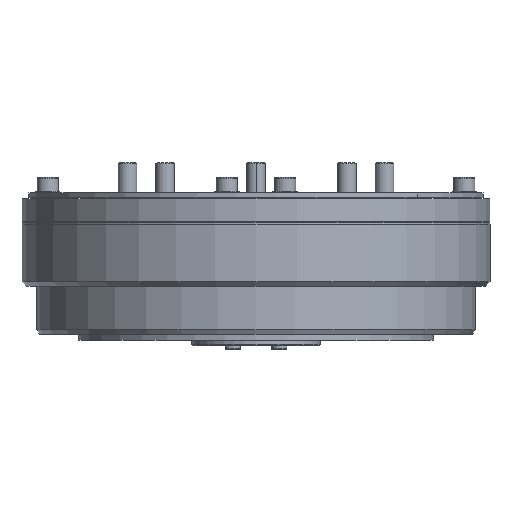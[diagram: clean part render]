
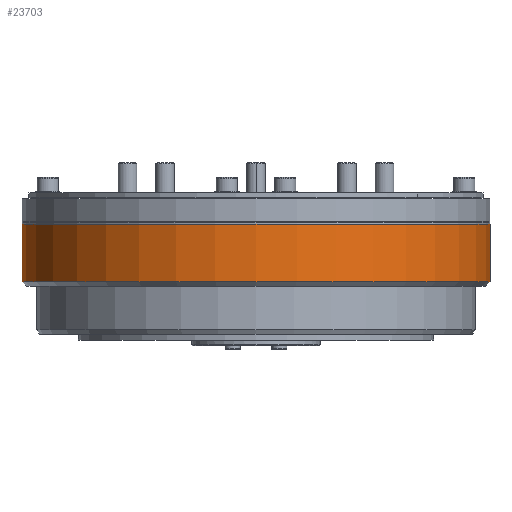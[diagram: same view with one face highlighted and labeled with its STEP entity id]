
A CAD part, front view. The second image highlights one B-rep face of the part: STEP entity #23703.
In plain terms, the highlighted cylindrical face has radius 200.2 mm (diameter 400.4 mm), a partial arc.
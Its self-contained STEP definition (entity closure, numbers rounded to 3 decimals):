
#2258 = VERTEX_POINT ( 'NONE', #13920 ) ;
#2321 = VERTEX_POINT ( 'NONE', #14172 ) ;
#2323 = EDGE_CURVE ( 'NONE', #2258, #2324, #14167, .T. ) ;
#2324 = VERTEX_POINT ( 'NONE', #14163 ) ;
#2327 = VERTEX_POINT ( 'NONE', #14151 ) ;
#2329 = EDGE_CURVE ( 'NONE', #2321, #2327, #14148, .T. ) ;
#13618 = DIRECTION ( 'NONE',  ( 1., 0., 0. ) ) ;
#13619 = DIRECTION ( 'NONE',  ( 0., 0., 1. ) ) ;
#13620 = CARTESIAN_POINT ( 'NONE',  ( 0., 0., 50. ) ) ;
#13621 = AXIS2_PLACEMENT_3D ( 'NONE', #13620, #13619, #13618 ) ;
#13623 = CIRCLE ( 'NONE', #13621, 200.2 ) ;
#13920 = CARTESIAN_POINT ( 'NONE',  ( 200.2, 0., 99. ) ) ;
#14143 = DIRECTION ( 'NONE',  ( 0., 0., -1. ) ) ;
#14145 = VECTOR ( 'NONE', #14143, 1000. ) ;
#14147 = CARTESIAN_POINT ( 'NONE',  ( -200.2, 0., 101.3 ) ) ;
#14148 = LINE ( 'NONE', #14147, #14145 ) ;
#14151 = CARTESIAN_POINT ( 'NONE',  ( -200.2, 0., 50. ) ) ;
#14163 = CARTESIAN_POINT ( 'NONE',  ( 200.2, 0., 50. ) ) ;
#14164 = DIRECTION ( 'NONE',  ( 0., 0., -1. ) ) ;
#14165 = VECTOR ( 'NONE', #14164, 1000. ) ;
#14166 = CARTESIAN_POINT ( 'NONE',  ( 200.2, 0., 101.3 ) ) ;
#14167 = LINE ( 'NONE', #14166, #14165 ) ;
#14172 = CARTESIAN_POINT ( 'NONE',  ( -200.2, 0., 99. ) ) ;
#14644 = DIRECTION ( 'NONE',  ( 1., 0., 0. ) ) ;
#14646 = DIRECTION ( 'NONE',  ( 0., 0., 1. ) ) ;
#14648 = AXIS2_PLACEMENT_3D ( 'NONE', #14658, #14646, #14644 ) ;
#14650 = CIRCLE ( 'NONE', #14648, 200.2 ) ;
#14658 = CARTESIAN_POINT ( 'NONE',  ( 0., 0., 99. ) ) ;
#19556 = DIRECTION ( 'NONE',  ( -1., 0., 0. ) ) ;
#19558 = DIRECTION ( 'NONE',  ( 0., 0., -1. ) ) ;
#19560 = AXIS2_PLACEMENT_3D ( 'NONE', #19567, #19558, #19556 ) ;
#19567 = CARTESIAN_POINT ( 'NONE',  ( 0., 0., 101.3 ) ) ;
#19569 = CYLINDRICAL_SURFACE ( 'NONE', #19560, 200.2 ) ;
#19571 = FACE_OUTER_BOUND ( 'NONE', #23698, .T. ) ;
#21872 = EDGE_CURVE ( 'NONE', #2327, #2324, #13623, .T. ) ;
#22186 = EDGE_CURVE ( 'NONE', #2321, #2258, #14650, .T. ) ;
#23689 = ORIENTED_EDGE ( 'NONE', *, *, #21872, .T. ) ;
#23695 = ORIENTED_EDGE ( 'NONE', *, *, #2329, .T. ) ;
#23696 = ORIENTED_EDGE ( 'NONE', *, *, #22186, .F. ) ;
#23698 = EDGE_LOOP ( 'NONE', ( #23701, #23696, #23695, #23689 ) ) ;
#23701 = ORIENTED_EDGE ( 'NONE', *, *, #2323, .F. ) ;
#23703 = ADVANCED_FACE ( 'NONE', ( #19571 ), #19569, .T. ) ;
